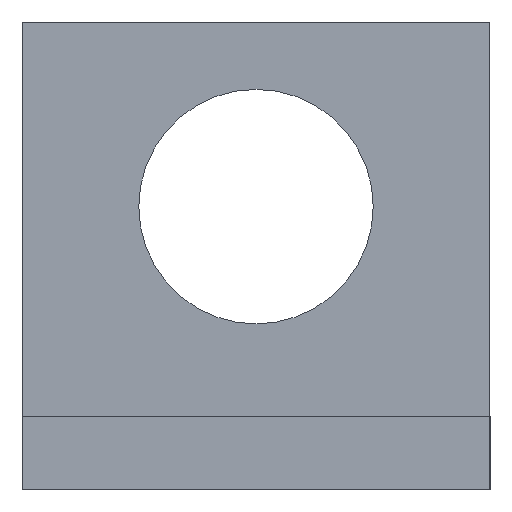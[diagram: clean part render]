
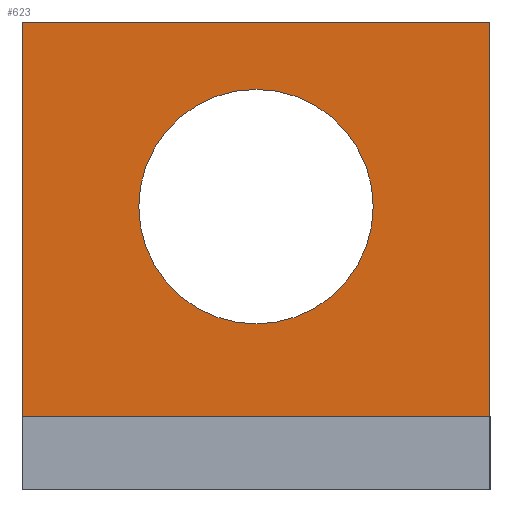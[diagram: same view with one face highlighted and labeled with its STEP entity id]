
A CAD part, left-side view. The second image highlights one B-rep face of the part: STEP entity #623.
In plain terms, the highlighted planar face has unit normal (-1, 0, 0).
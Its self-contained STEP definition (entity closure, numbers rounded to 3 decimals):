
#22 = CARTESIAN_POINT ( 'NONE',  ( 0., -3.175, 3.845 ) ) ;
#42 = LINE ( 'NONE', #225, #438 ) ;
#44 = CARTESIAN_POINT ( 'NONE',  ( 0., -6.35, 6.35 ) ) ;
#50 = EDGE_CURVE ( 'NONE', #132, #212, #227, .T. ) ;
#51 = CARTESIAN_POINT ( 'NONE',  ( 0., 0., 6.35 ) ) ;
#54 = DIRECTION ( 'NONE',  ( 0., 0., -1. ) ) ;
#62 = AXIS2_PLACEMENT_3D ( 'NONE', #222, #111, #420 ) ;
#71 = EDGE_CURVE ( 'NONE', #125, #271, #606, .T. ) ;
#94 = DIRECTION ( 'NONE',  ( -1., 0., 0. ) ) ;
#98 = DIRECTION ( 'NONE',  ( 0., 0., -1. ) ) ;
#111 = DIRECTION ( 'NONE',  ( 1., 0., 0. ) ) ;
#125 = VERTEX_POINT ( 'NONE', #307 ) ;
#132 = VERTEX_POINT ( 'NONE', #413 ) ;
#141 = VECTOR ( 'NONE', #248, 1000. ) ;
#143 = ORIENTED_EDGE ( 'NONE', *, *, #356, .F. ) ;
#147 = DIRECTION ( 'NONE',  ( 0., -1., 0. ) ) ;
#154 = CARTESIAN_POINT ( 'NONE',  ( 0., 0., 6.35 ) ) ;
#168 = VERTEX_POINT ( 'NONE', #175 ) ;
#169 = AXIS2_PLACEMENT_3D ( 'NONE', #22, #548, #445 ) ;
#175 = CARTESIAN_POINT ( 'NONE',  ( 0., -6.35, 1. ) ) ;
#204 = VECTOR ( 'NONE', #355, 1000. ) ;
#212 = VERTEX_POINT ( 'NONE', #369 ) ;
#222 = CARTESIAN_POINT ( 'NONE',  ( 0., 0., 6.35 ) ) ;
#225 = CARTESIAN_POINT ( 'NONE',  ( 0., -6.35, 6.35 ) ) ;
#227 = CIRCLE ( 'NONE', #169, 1.591 ) ;
#248 = DIRECTION ( 'NONE',  ( 0., -1., 0. ) ) ;
#257 = EDGE_CURVE ( 'NONE', #125, #533, #327, .T. ) ;
#271 = VERTEX_POINT ( 'NONE', #44 ) ;
#272 = AXIS2_PLACEMENT_3D ( 'NONE', #387, #94, #147 ) ;
#275 = ORIENTED_EDGE ( 'NONE', *, *, #257, .T. ) ;
#292 = VECTOR ( 'NONE', #54, 1000. ) ;
#307 = CARTESIAN_POINT ( 'NONE',  ( 0., 0., 6.35 ) ) ;
#327 = LINE ( 'NONE', #51, #292 ) ;
#347 = EDGE_CURVE ( 'NONE', #271, #168, #42, .T. ) ;
#353 = CARTESIAN_POINT ( 'NONE',  ( 0., 0., 1. ) ) ;
#355 = DIRECTION ( 'NONE',  ( 0., -1., 0. ) ) ;
#356 = EDGE_CURVE ( 'NONE', #212, #132, #428, .T. ) ;
#368 = PLANE ( 'NONE',  #62 ) ;
#369 = CARTESIAN_POINT ( 'NONE',  ( 0., -1.584, 3.845 ) ) ;
#387 = CARTESIAN_POINT ( 'NONE',  ( 0., -3.175, 3.845 ) ) ;
#390 = LINE ( 'NONE', #592, #204 ) ;
#398 = EDGE_LOOP ( 'NONE', ( #502, #143 ) ) ;
#413 = CARTESIAN_POINT ( 'NONE',  ( 0., -4.766, 3.845 ) ) ;
#416 = FACE_BOUND ( 'NONE', #398, .T. ) ;
#420 = DIRECTION ( 'NONE',  ( 0., 1., 0. ) ) ;
#422 = ORIENTED_EDGE ( 'NONE', *, *, #71, .F. ) ;
#428 = CIRCLE ( 'NONE', #272, 1.591 ) ;
#438 = VECTOR ( 'NONE', #98, 1000. ) ;
#445 = DIRECTION ( 'NONE',  ( 0., -1., 0. ) ) ;
#450 = EDGE_LOOP ( 'NONE', ( #275, #566, #593, #422 ) ) ;
#488 = EDGE_CURVE ( 'NONE', #533, #168, #390, .T. ) ;
#502 = ORIENTED_EDGE ( 'NONE', *, *, #50, .F. ) ;
#533 = VERTEX_POINT ( 'NONE', #353 ) ;
#548 = DIRECTION ( 'NONE',  ( -1., 0., 0. ) ) ;
#566 = ORIENTED_EDGE ( 'NONE', *, *, #488, .T. ) ;
#592 = CARTESIAN_POINT ( 'NONE',  ( 0., 0., 1. ) ) ;
#593 = ORIENTED_EDGE ( 'NONE', *, *, #347, .F. ) ;
#606 = LINE ( 'NONE', #154, #141 ) ;
#620 = FACE_OUTER_BOUND ( 'NONE', #450, .T. ) ;
#623 = ADVANCED_FACE ( 'NONE', ( #416, #620 ), #368, .F. ) ;
